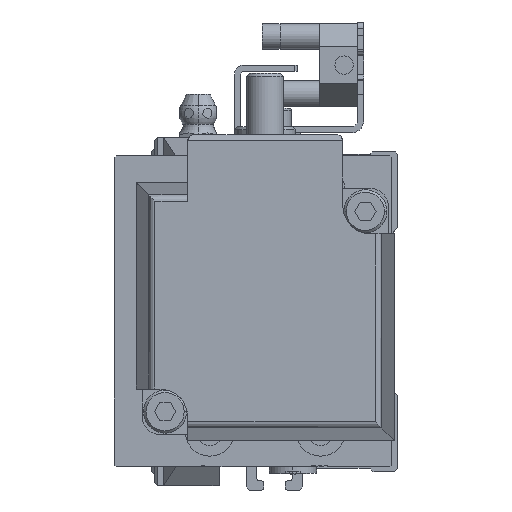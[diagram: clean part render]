
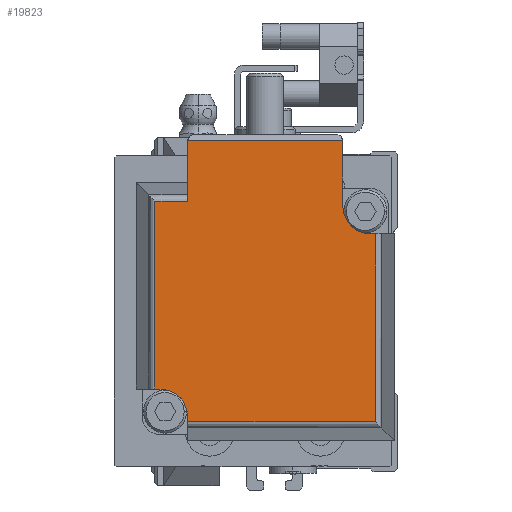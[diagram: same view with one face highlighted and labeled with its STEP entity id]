
A CAD part, left-side view. The second image highlights one B-rep face of the part: STEP entity #19823.
In plain terms, the highlighted face is planar.
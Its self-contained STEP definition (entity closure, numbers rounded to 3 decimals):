
#193 = CARTESIAN_POINT ( 'NONE',  ( 17.1, 82.4, 17.1 ) ) ;
#301 = CARTESIAN_POINT ( 'NONE',  ( 17.929, 82.4, -12.6 ) ) ;
#1620 = LINE ( 'NONE', #16786, #33924 ) ;
#2008 = EDGE_CURVE ( 'NONE', #37813, #3747, #41315, .T. ) ;
#2172 = VERTEX_POINT ( 'NONE', #46702 ) ;
#2283 = ORIENTED_EDGE ( 'NONE', *, *, #8164, .T. ) ;
#2528 = EDGE_CURVE ( 'NONE', #14284, #42496, #30326, .T. ) ;
#2603 = CARTESIAN_POINT ( 'NONE',  ( 17.929, 82.4, 25. ) ) ;
#3070 = DIRECTION ( 'NONE',  ( 0., -1., 0. ) ) ;
#3319 = EDGE_CURVE ( 'NONE', #34857, #7453, #21478, .T. ) ;
#3484 = EDGE_CURVE ( 'NONE', #37889, #46447, #1620, .T. ) ;
#3524 = AXIS2_PLACEMENT_3D ( 'NONE', #193, #45345, #11943 ) ;
#3682 = ORIENTED_EDGE ( 'NONE', *, *, #19547, .T. ) ;
#3747 = VERTEX_POINT ( 'NONE', #17411 ) ;
#3865 = LINE ( 'NONE', #6796, #41307 ) ;
#4588 = EDGE_CURVE ( 'NONE', #8048, #46040, #43119, .T. ) ;
#4976 = DIRECTION ( 'NONE',  ( 0., 1., 0. ) ) ;
#5487 = DIRECTION ( 'NONE',  ( 0., 0., -1. ) ) ;
#6796 = CARTESIAN_POINT ( 'NONE',  ( 12.6, 82.4, 25. ) ) ;
#6994 = AXIS2_PLACEMENT_3D ( 'NONE', #37956, #4976, #45265 ) ;
#7013 = CARTESIAN_POINT ( 'NONE',  ( 17.929, 82.4, 25. ) ) ;
#7119 = EDGE_CURVE ( 'NONE', #46447, #2172, #38704, .T. ) ;
#7453 = VERTEX_POINT ( 'NONE', #22329 ) ;
#7553 = CARTESIAN_POINT ( 'NONE',  ( 27.7, 82.4, -12.6 ) ) ;
#7926 = LINE ( 'NONE', #22844, #37506 ) ;
#8048 = VERTEX_POINT ( 'NONE', #31634 ) ;
#8164 = EDGE_CURVE ( 'NONE', #46040, #3747, #28205, .T. ) ;
#8727 = FACE_OUTER_BOUND ( 'NONE', #44786, .T. ) ;
#9757 = VERTEX_POINT ( 'NONE', #21324 ) ;
#11699 = EDGE_CURVE ( 'NONE', #9757, #14284, #45374, .T. ) ;
#11775 = CARTESIAN_POINT ( 'NONE',  ( -17.1, 82.4, -12.6 ) ) ;
#11943 = DIRECTION ( 'NONE',  ( 0., 0., -1. ) ) ;
#12409 = DIRECTION ( 'NONE',  ( -1., 0., 0. ) ) ;
#12648 = ORIENTED_EDGE ( 'NONE', *, *, #3484, .F. ) ;
#13903 = EDGE_CURVE ( 'NONE', #37813, #2172, #22025, .T. ) ;
#14284 = VERTEX_POINT ( 'NONE', #7553 ) ;
#15241 = ORIENTED_EDGE ( 'NONE', *, *, #3319, .F. ) ;
#15756 = VECTOR ( 'NONE', #25857, 1000. ) ;
#15934 = VECTOR ( 'NONE', #25466, 1000. ) ;
#16076 = VECTOR ( 'NONE', #39467, 1000. ) ;
#16786 = CARTESIAN_POINT ( 'NONE',  ( 25., 82.4, 17.929 ) ) ;
#17411 = CARTESIAN_POINT ( 'NONE',  ( -12.6, 82.4, -17.1 ) ) ;
#17655 = CARTESIAN_POINT ( 'NONE',  ( -17.929, 82.4, 17.929 ) ) ;
#18365 = CARTESIAN_POINT ( 'NONE',  ( 12.6, 82.4, 17.929 ) ) ;
#19257 = CARTESIAN_POINT ( 'NONE',  ( 17.929, 82.4, -12.6 ) ) ;
#19547 = EDGE_CURVE ( 'NONE', #42496, #8048, #43413, .T. ) ;
#19823 = ADVANCED_FACE ( 'NONE', ( #8727 ), #23618, .F. ) ;
#21324 = CARTESIAN_POINT ( 'NONE',  ( 27.7, 82.4, 12.6 ) ) ;
#21478 = CIRCLE ( 'NONE', #3524, 4.5 ) ;
#21930 = DIRECTION ( 'NONE',  ( 0., 0., -1. ) ) ;
#22025 = LINE ( 'NONE', #301, #15934 ) ;
#22235 = CARTESIAN_POINT ( 'NONE',  ( 17.1, 82.4, 12.6 ) ) ;
#22329 = CARTESIAN_POINT ( 'NONE',  ( 12.6, 82.4, 17.1 ) ) ;
#22844 = CARTESIAN_POINT ( 'NONE',  ( 17.929, 82.4, 12.6 ) ) ;
#23618 = PLANE ( 'NONE',  #40500 ) ;
#24034 = CARTESIAN_POINT ( 'NONE',  ( -12.6, 82.4, -17.929 ) ) ;
#25466 = DIRECTION ( 'NONE',  ( -1., 0., 0. ) ) ;
#25538 = ORIENTED_EDGE ( 'NONE', *, *, #2008, .F. ) ;
#25854 = ORIENTED_EDGE ( 'NONE', *, *, #13903, .T. ) ;
#25857 = DIRECTION ( 'NONE',  ( 0., 0., -1. ) ) ;
#26665 = DIRECTION ( 'NONE',  ( -1., 0., 0. ) ) ;
#28205 = LINE ( 'NONE', #36010, #46545 ) ;
#28256 = CARTESIAN_POINT ( 'NONE',  ( 25., 82.4, -17.929 ) ) ;
#28647 = ORIENTED_EDGE ( 'NONE', *, *, #11699, .T. ) ;
#29129 = ORIENTED_EDGE ( 'NONE', *, *, #38156, .T. ) ;
#29140 = ORIENTED_EDGE ( 'NONE', *, *, #2528, .T. ) ;
#29787 = VECTOR ( 'NONE', #5487, 1000. ) ;
#30143 = ORIENTED_EDGE ( 'NONE', *, *, #4588, .T. ) ;
#30326 = LINE ( 'NONE', #45208, #46550 ) ;
#30910 = DIRECTION ( 'NONE',  ( 0., 0., -1. ) ) ;
#31030 = ORIENTED_EDGE ( 'NONE', *, *, #7119, .F. ) ;
#31634 = CARTESIAN_POINT ( 'NONE',  ( 17.929, 82.4, -17.929 ) ) ;
#32679 = ORIENTED_EDGE ( 'NONE', *, *, #42847, .T. ) ;
#33425 = CARTESIAN_POINT ( 'NONE',  ( 27.7, 82.4, 12.6 ) ) ;
#33924 = VECTOR ( 'NONE', #12409, 1000. ) ;
#34857 = VERTEX_POINT ( 'NONE', #22235 ) ;
#36010 = CARTESIAN_POINT ( 'NONE',  ( -12.6, 82.4, 25. ) ) ;
#37472 = DIRECTION ( 'NONE',  ( 1., 0., 0. ) ) ;
#37506 = VECTOR ( 'NONE', #37472, 1000. ) ;
#37813 = VERTEX_POINT ( 'NONE', #11775 ) ;
#37889 = VERTEX_POINT ( 'NONE', #18365 ) ;
#37956 = CARTESIAN_POINT ( 'NONE',  ( -17.1, 82.4, -17.1 ) ) ;
#38156 = EDGE_CURVE ( 'NONE', #37889, #7453, #3865, .T. ) ;
#38704 = LINE ( 'NONE', #46021, #29787 ) ;
#39422 = DIRECTION ( 'NONE',  ( 0., 0., 1. ) ) ;
#39467 = DIRECTION ( 'NONE',  ( -1., 0., 0. ) ) ;
#40500 = AXIS2_PLACEMENT_3D ( 'NONE', #2603, #3070, #47491 ) ;
#41307 = VECTOR ( 'NONE', #30910, 1000. ) ;
#41315 = CIRCLE ( 'NONE', #6994, 4.5 ) ;
#42496 = VERTEX_POINT ( 'NONE', #19257 ) ;
#42847 = EDGE_CURVE ( 'NONE', #34857, #9757, #7926, .T. ) ;
#43119 = LINE ( 'NONE', #28256, #16076 ) ;
#43413 = LINE ( 'NONE', #7013, #47531 ) ;
#44786 = EDGE_LOOP ( 'NONE', ( #15241, #32679, #28647, #29140, #3682, #30143, #2283, #25538, #25854, #31030, #12648, #29129 ) ) ;
#45208 = CARTESIAN_POINT ( 'NONE',  ( 27.7, 82.4, -12.6 ) ) ;
#45265 = DIRECTION ( 'NONE',  ( 0., 0., -1. ) ) ;
#45345 = DIRECTION ( 'NONE',  ( 0., 1., 0. ) ) ;
#45374 = LINE ( 'NONE', #33425, #15756 ) ;
#46021 = CARTESIAN_POINT ( 'NONE',  ( -17.929, 82.4, 25. ) ) ;
#46040 = VERTEX_POINT ( 'NONE', #24034 ) ;
#46447 = VERTEX_POINT ( 'NONE', #17655 ) ;
#46545 = VECTOR ( 'NONE', #39422, 1000. ) ;
#46550 = VECTOR ( 'NONE', #26665, 1000. ) ;
#46702 = CARTESIAN_POINT ( 'NONE',  ( -17.929, 82.4, -12.6 ) ) ;
#47491 = DIRECTION ( 'NONE',  ( 0., 0., -1. ) ) ;
#47531 = VECTOR ( 'NONE', #21930, 1000. ) ;
